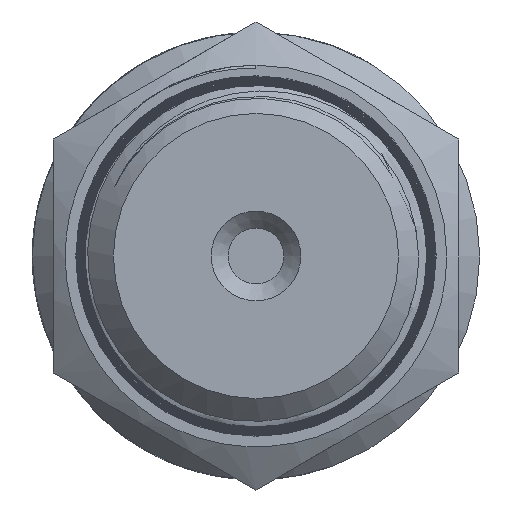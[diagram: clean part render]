
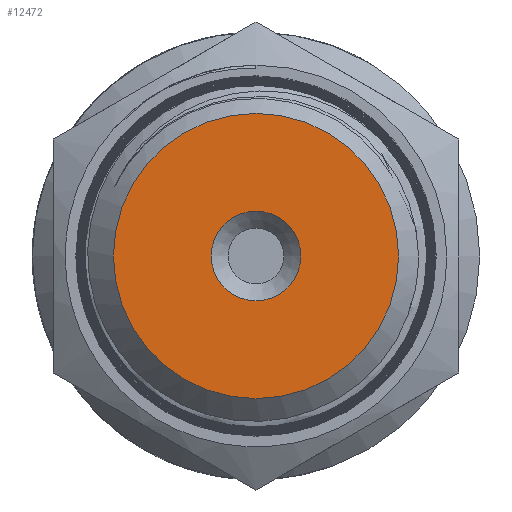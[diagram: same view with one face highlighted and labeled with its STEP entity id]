
A CAD part, left-side view. The second image highlights one B-rep face of the part: STEP entity #12472.
In plain terms, the highlighted planar face has unit normal (-1, 0, 0).
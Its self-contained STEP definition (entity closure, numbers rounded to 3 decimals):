
#1255=FACE_BOUND('',#4009,.T.);
#3281=FACE_OUTER_BOUND('',#4008,.T.);
#4008=EDGE_LOOP('',(#8405));
#4009=EDGE_LOOP('',(#8406));
#4764=CIRCLE('',#13257,8.445);
#4765=CIRCLE('',#13258,2.65);
#5062=VERTEX_POINT('',#18365);
#5063=VERTEX_POINT('',#18367);
#6398=EDGE_CURVE('',#5062,#5062,#4764,.T.);
#6399=EDGE_CURVE('',#5063,#5063,#4765,.T.);
#8405=ORIENTED_EDGE('',*,*,#6398,.F.);
#8406=ORIENTED_EDGE('',*,*,#6399,.T.);
#12205=PLANE('',#13256);
#12472=ADVANCED_FACE('',(#3281,#1255),#12205,.T.);
#13256=AXIS2_PLACEMENT_3D('',#18364,#13951,#13952);
#13257=AXIS2_PLACEMENT_3D('',#18366,#13953,#13954);
#13258=AXIS2_PLACEMENT_3D('',#18368,#13955,#13956);
#13951=DIRECTION('center_axis',(-1.,0.,0.));
#13952=DIRECTION('ref_axis',(0.,0.,1.));
#13953=DIRECTION('center_axis',(1.,0.,0.));
#13954=DIRECTION('ref_axis',(0.,0.,-1.));
#13955=DIRECTION('center_axis',(1.,0.,0.));
#13956=DIRECTION('ref_axis',(0.,0.,-1.));
#18364=CARTESIAN_POINT('Origin',(0.,8.445,0.));
#18365=CARTESIAN_POINT('',(0.,-8.445,0.));
#18366=CARTESIAN_POINT('Origin',(0.,0.,0.));
#18367=CARTESIAN_POINT('',(0.,-2.65,0.));
#18368=CARTESIAN_POINT('Origin',(0.,0.,0.));
